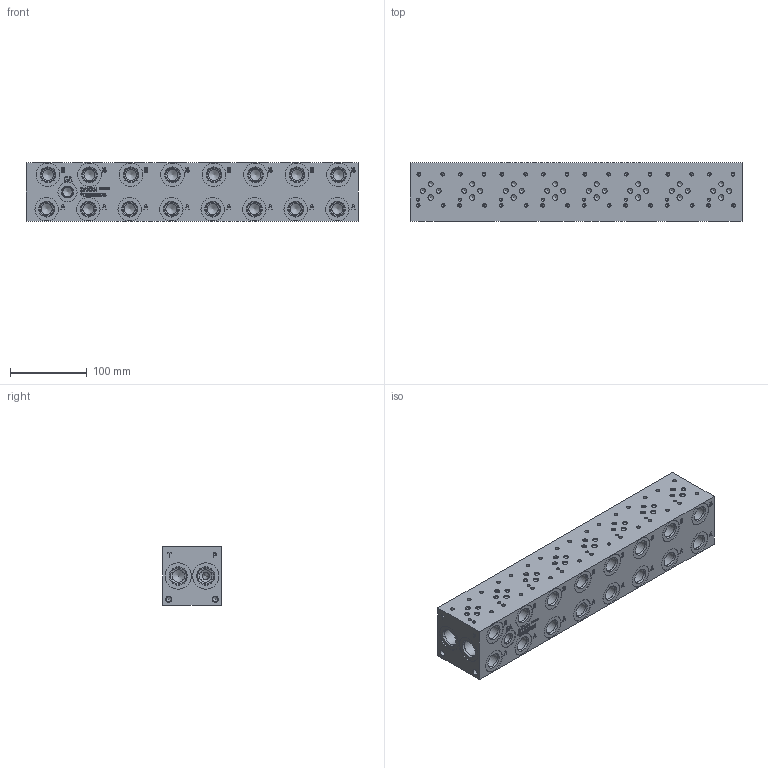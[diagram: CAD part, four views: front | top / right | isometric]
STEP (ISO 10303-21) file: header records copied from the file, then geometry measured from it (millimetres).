
FILE_DESCRIPTION(/* description */ (''),/* implementation_level */ '2;1');
FILE_NAME(/* name */ '_D03S082S.stp',/* time_stamp */ '2020-03-10T14:08:25-04:00',/* author */ ('alexanderw'),/* organization */ (''),/* preprocessor_version */ 'ST-DEVELOPER v17',/* originating_system */ 'Autodesk Inventor 2019',/* authorisation */ '');
FILE_SCHEMA (('AUTOMOTIVE_DESIGN { 1 0 10303 214 3 1 1 }'));
Length unit declared in the file: millimetre
Products named in the file (1): Part_AD03S082S_3D
Bounding box: 431.8 x 76.2 x 76.2 mm (x, y, z)
Volume: 2341383.5 mm3; surface area: 186414 mm2
Topology: 1 solids, 1 shells, 1194 faces, 3263 edges, 2224 vertices
Faces by surface type: plane 548, bspline 263, cylinder 220, cone 163
Full cylindrical faces by diameter (mm): 3.785 x32, 3.962 x8, 4.826 x32, 6.35 x24, 6.528 x4, 7.137 x8, 7.925 x4, 12.294 x1, 12.9 x1, 14.275 x1, 14.3 x16, 14.529 x1, 15.875 x4, 17.501 x16, 19.05 x16, 19.253 x16, 20.447 x4, 22.225 x3, 22.23 x1, 22.555 x4, 23.901 x3, 25.019 x1, 30.632 x16, 34.138 x4
Entity records: 39795 total; most frequent: CARTESIAN_POINT 10004, ORIENTED_EDGE 6332, DIRECTION 5319, EDGE_CURVE 3166, VERTEX_POINT 2224, LINE 1825, VECTOR 1825, AXIS2_PLACEMENT_3D 1747
